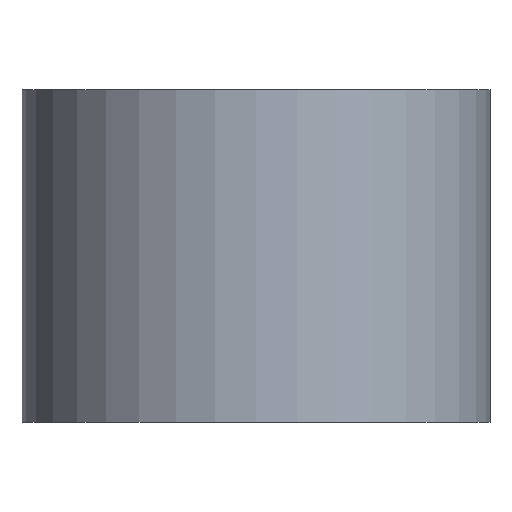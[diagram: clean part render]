
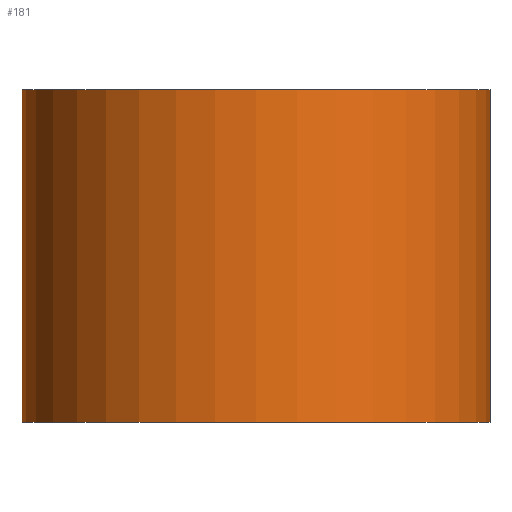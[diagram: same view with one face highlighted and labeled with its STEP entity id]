
A CAD part, front view. The second image highlights one B-rep face of the part: STEP entity #181.
In plain terms, the highlighted cylindrical face has radius 6.344 mm (diameter 12.687 mm), a full revolution.
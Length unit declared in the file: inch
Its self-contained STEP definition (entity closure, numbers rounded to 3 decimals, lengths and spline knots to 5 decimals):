
#147=CARTESIAN_POINT('',(0.0,0.24975,0.0));
#148=VERTEX_POINT('',#147);
#149=CARTESIAN_POINT('',(0.0,0.0,0.0));
#150=DIRECTION('',(0.0,0.0,1.0));
#151=DIRECTION('',(0.0,1.0,0.0));
#152=AXIS2_PLACEMENT_3D('',#149,#150,#151);
#153=CIRCLE('',#152,0.24975);
#154=EDGE_CURVE('',#148,#148,#153,.T.);
#162=CARTESIAN_POINT('',(0.0,0.0,0.1775));
#163=DIRECTION('',(0.,0.0,1.0));
#164=DIRECTION('',(0.0,1.0,0.0));
#165=AXIS2_PLACEMENT_3D('',#162,#163,#164);
#166=CYLINDRICAL_SURFACE('',#165,0.24975);
#167=CARTESIAN_POINT('',(0.0,0.24975,0.355));
#168=VERTEX_POINT('',#167);
#169=CARTESIAN_POINT('',(0.0,0.0,0.355));
#170=DIRECTION('',(0.0,0.0,1.0));
#171=DIRECTION('',(0.0,1.0,0.0));
#172=AXIS2_PLACEMENT_3D('',#169,#170,#171);
#173=CIRCLE('',#172,0.24975);
#174=EDGE_CURVE('',#168,#168,#173,.T.);
#175=ORIENTED_EDGE('',*,*,#174,.F.);
#176=EDGE_LOOP('',(#175));
#177=FACE_OUTER_BOUND('',#176,.T.);
#178=ORIENTED_EDGE('',*,*,#154,.T.);
#179=EDGE_LOOP('',(#178));
#180=FACE_BOUND('',#179,.T.);
#181=ADVANCED_FACE('',(#177,#180),#166,.T.);
